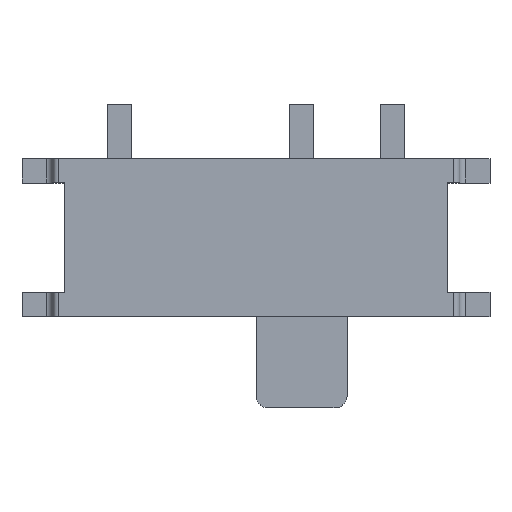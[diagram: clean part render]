
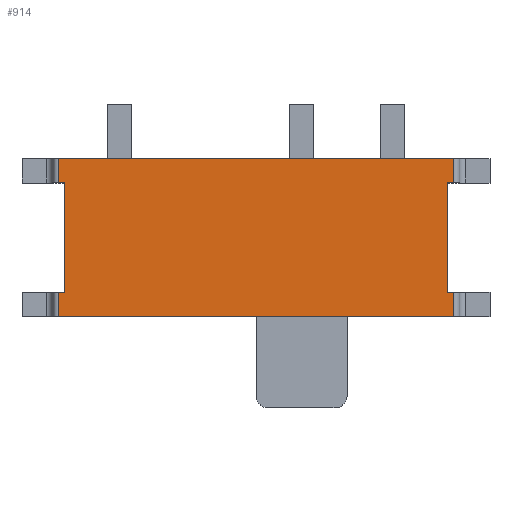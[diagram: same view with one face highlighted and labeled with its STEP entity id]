
A CAD part, top view. The second image highlights one B-rep face of the part: STEP entity #914.
In plain terms, the highlighted planar face has unit normal (0, 0, 1).
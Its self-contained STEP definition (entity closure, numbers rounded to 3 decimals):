
#11 = CARTESIAN_POINT ( 'NONE',  ( -0.2, 0.4, 1.4 ) ) ;
#15 = VECTOR ( 'NONE', #882, 1000. ) ;
#37 = EDGE_CURVE ( 'NONE', #1884, #662, #1909, .T. ) ;
#47 = CARTESIAN_POINT ( 'NONE',  ( 6.4, 2.6, 1.4 ) ) ;
#50 = AXIS2_PLACEMENT_3D ( 'NONE', #1321, #414, #1472 ) ;
#75 = VECTOR ( 'NONE', #1683, 1000. ) ;
#80 = LINE ( 'NONE', #1818, #1259 ) ;
#91 = ORIENTED_EDGE ( 'NONE', *, *, #247, .T. ) ;
#98 = PLANE ( 'NONE',  #50 ) ;
#110 = FACE_OUTER_BOUND ( 'NONE', #1739, .T. ) ;
#135 = EDGE_CURVE ( 'NONE', #1802, #646, #563, .T. ) ;
#144 = LINE ( 'NONE', #856, #1215 ) ;
#247 = EDGE_CURVE ( 'NONE', #1332, #1802, #1642, .T. ) ;
#277 = CARTESIAN_POINT ( 'NONE',  ( 0., 0.4, 1.4 ) ) ;
#278 = LINE ( 'NONE', #718, #1440 ) ;
#290 = VERTEX_POINT ( 'NONE', #1446 ) ;
#298 = ORIENTED_EDGE ( 'NONE', *, *, #758, .T. ) ;
#322 = ORIENTED_EDGE ( 'NONE', *, *, #651, .T. ) ;
#332 = CARTESIAN_POINT ( 'NONE',  ( 0., 2.2, 1.4 ) ) ;
#342 = CARTESIAN_POINT ( 'NONE',  ( 0., 0., 1.4 ) ) ;
#362 = CARTESIAN_POINT ( 'NONE',  ( 6.3, 2.2, 1.4 ) ) ;
#365 = CARTESIAN_POINT ( 'NONE',  ( -0.1, 0., 1.4 ) ) ;
#366 = EDGE_CURVE ( 'NONE', #646, #662, #781, .T. ) ;
#376 = VECTOR ( 'NONE', #486, 1000. ) ;
#381 = LINE ( 'NONE', #1638, #15 ) ;
#414 = DIRECTION ( 'NONE',  ( 0., 0., -1. ) ) ;
#442 = CARTESIAN_POINT ( 'NONE',  ( 6.4, 2.2, 1.4 ) ) ;
#451 = EDGE_CURVE ( 'NONE', #998, #463, #1488, .T. ) ;
#463 = VERTEX_POINT ( 'NONE', #1731 ) ;
#464 = EDGE_CURVE ( 'NONE', #463, #1332, #1704, .T. ) ;
#486 = DIRECTION ( 'NONE',  ( 0., -1., 0. ) ) ;
#522 = ORIENTED_EDGE ( 'NONE', *, *, #1119, .T. ) ;
#542 = EDGE_CURVE ( 'NONE', #998, #690, #604, .T. ) ;
#563 = LINE ( 'NONE', #774, #1020 ) ;
#604 = LINE ( 'NONE', #1675, #1369 ) ;
#605 = DIRECTION ( 'NONE',  ( 0., 1., 0. ) ) ;
#646 = VERTEX_POINT ( 'NONE', #332 ) ;
#651 = EDGE_CURVE ( 'NONE', #1895, #290, #1584, .T. ) ;
#662 = VERTEX_POINT ( 'NONE', #277 ) ;
#664 = DIRECTION ( 'NONE',  ( 0., -1., 0. ) ) ;
#690 = VERTEX_POINT ( 'NONE', #362 ) ;
#712 = VECTOR ( 'NONE', #1507, 1000. ) ;
#718 = CARTESIAN_POINT ( 'NONE',  ( 6.4, 0., 1.4 ) ) ;
#730 = CARTESIAN_POINT ( 'NONE',  ( 0., 2.6, 1.4 ) ) ;
#753 = ORIENTED_EDGE ( 'NONE', *, *, #1799, .T. ) ;
#758 = EDGE_CURVE ( 'NONE', #842, #1895, #278, .T. ) ;
#774 = CARTESIAN_POINT ( 'NONE',  ( -0.2, 2.2, 1.4 ) ) ;
#781 = LINE ( 'NONE', #342, #376 ) ;
#817 = DIRECTION ( 'NONE',  ( 1., 0., 0. ) ) ;
#829 = VECTOR ( 'NONE', #1074, 1000. ) ;
#842 = VERTEX_POINT ( 'NONE', #993 ) ;
#856 = CARTESIAN_POINT ( 'NONE',  ( -0.1, 0., 1.4 ) ) ;
#869 = ORIENTED_EDGE ( 'NONE', *, *, #366, .T. ) ;
#882 = DIRECTION ( 'NONE',  ( 0., 1., 0. ) ) ;
#914 = ADVANCED_FACE ( 'NONE', ( #110 ), #98, .F. ) ;
#920 = DIRECTION ( 'NONE',  ( 1., 0., 0. ) ) ;
#932 = ORIENTED_EDGE ( 'NONE', *, *, #451, .T. ) ;
#940 = ORIENTED_EDGE ( 'NONE', *, *, #464, .T. ) ;
#960 = EDGE_CURVE ( 'NONE', #290, #690, #381, .T. ) ;
#993 = CARTESIAN_POINT ( 'NONE',  ( 6.4, 0., 1.4 ) ) ;
#998 = VERTEX_POINT ( 'NONE', #442 ) ;
#1020 = VECTOR ( 'NONE', #817, 1000. ) ;
#1033 = VECTOR ( 'NONE', #605, 1000. ) ;
#1042 = ORIENTED_EDGE ( 'NONE', *, *, #960, .T. ) ;
#1074 = DIRECTION ( 'NONE',  ( -1., 0., 0. ) ) ;
#1119 = EDGE_CURVE ( 'NONE', #1723, #842, #80, .T. ) ;
#1159 = CARTESIAN_POINT ( 'NONE',  ( -0.1, 2.2, 1.4 ) ) ;
#1215 = VECTOR ( 'NONE', #1611, 1000. ) ;
#1259 = VECTOR ( 'NONE', #920, 1000. ) ;
#1321 = CARTESIAN_POINT ( 'NONE',  ( 0., 0., 1.4 ) ) ;
#1331 = ORIENTED_EDGE ( 'NONE', *, *, #37, .F. ) ;
#1332 = VERTEX_POINT ( 'NONE', #1427 ) ;
#1369 = VECTOR ( 'NONE', #1538, 1000. ) ;
#1427 = CARTESIAN_POINT ( 'NONE',  ( -0.1, 2.6, 1.4 ) ) ;
#1440 = VECTOR ( 'NONE', #1627, 1000. ) ;
#1446 = CARTESIAN_POINT ( 'NONE',  ( 6.3, 0.4, 1.4 ) ) ;
#1472 = DIRECTION ( 'NONE',  ( -1., 0., 0. ) ) ;
#1488 = LINE ( 'NONE', #47, #1033 ) ;
#1507 = DIRECTION ( 'NONE',  ( 1., 0., 0. ) ) ;
#1538 = DIRECTION ( 'NONE',  ( -1., 0., 0. ) ) ;
#1584 = LINE ( 'NONE', #1650, #829 ) ;
#1590 = ORIENTED_EDGE ( 'NONE', *, *, #542, .F. ) ;
#1611 = DIRECTION ( 'NONE',  ( 0., -1., 0. ) ) ;
#1627 = DIRECTION ( 'NONE',  ( 0., 1., 0. ) ) ;
#1638 = CARTESIAN_POINT ( 'NONE',  ( 6.3, 0., 1.4 ) ) ;
#1641 = CARTESIAN_POINT ( 'NONE',  ( -0.1, 0.4, 1.4 ) ) ;
#1642 = LINE ( 'NONE', #1915, #1932 ) ;
#1650 = CARTESIAN_POINT ( 'NONE',  ( 6.5, 0.4, 1.4 ) ) ;
#1675 = CARTESIAN_POINT ( 'NONE',  ( 6.5, 2.2, 1.4 ) ) ;
#1683 = DIRECTION ( 'NONE',  ( -1., 0., 0. ) ) ;
#1704 = LINE ( 'NONE', #730, #75 ) ;
#1716 = ORIENTED_EDGE ( 'NONE', *, *, #135, .T. ) ;
#1723 = VERTEX_POINT ( 'NONE', #365 ) ;
#1731 = CARTESIAN_POINT ( 'NONE',  ( 6.4, 2.6, 1.4 ) ) ;
#1739 = EDGE_LOOP ( 'NONE', ( #522, #298, #322, #1042, #1590, #932, #940, #91, #1716, #869, #1331, #753 ) ) ;
#1786 = CARTESIAN_POINT ( 'NONE',  ( 6.4, 0.4, 1.4 ) ) ;
#1799 = EDGE_CURVE ( 'NONE', #1884, #1723, #144, .T. ) ;
#1802 = VERTEX_POINT ( 'NONE', #1159 ) ;
#1818 = CARTESIAN_POINT ( 'NONE',  ( 0., 0., 1.4 ) ) ;
#1884 = VERTEX_POINT ( 'NONE', #1641 ) ;
#1895 = VERTEX_POINT ( 'NONE', #1786 ) ;
#1909 = LINE ( 'NONE', #11, #712 ) ;
#1915 = CARTESIAN_POINT ( 'NONE',  ( -0.1, 0., 1.4 ) ) ;
#1932 = VECTOR ( 'NONE', #664, 1000. ) ;
